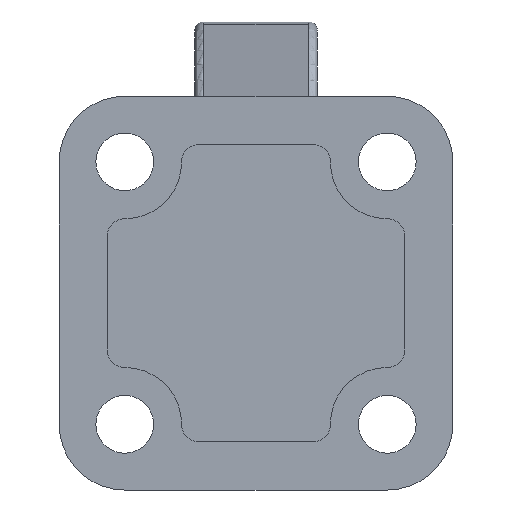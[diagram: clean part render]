
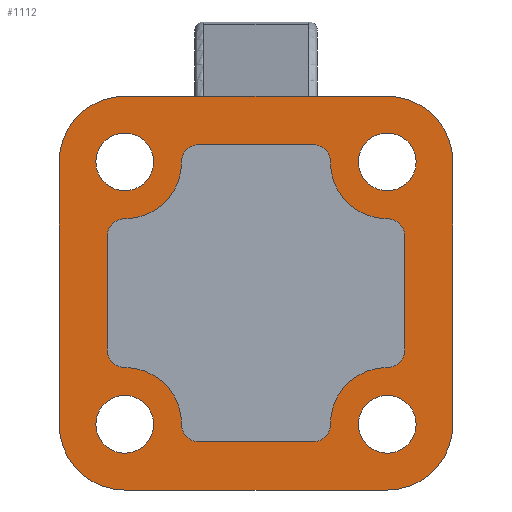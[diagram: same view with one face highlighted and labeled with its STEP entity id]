
A CAD part, front view. The second image highlights one B-rep face of the part: STEP entity #1112.
In plain terms, the highlighted planar face has unit normal (0, -1, 0).
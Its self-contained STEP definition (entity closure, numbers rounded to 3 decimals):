
#35=LINE('',#1767,#115);
#39=LINE('',#1777,#119);
#44=LINE('',#1791,#124);
#48=LINE('',#1803,#128);
#56=LINE('',#1826,#136);
#57=LINE('',#1834,#137);
#58=LINE('',#1842,#138);
#59=LINE('',#1850,#139);
#115=VECTOR('',#1390,1000.);
#119=VECTOR('',#1400,1000.);
#124=VECTOR('',#1413,1000.);
#128=VECTOR('',#1425,1000.);
#136=VECTOR('',#1447,1000.);
#137=VECTOR('',#1454,1000.);
#138=VECTOR('',#1461,1000.);
#139=VECTOR('',#1468,1000.);
#190=PLANE('',#1219);
#292=ORIENTED_EDGE('',*,*,#588,.T.);
#293=ORIENTED_EDGE('',*,*,#589,.T.);
#294=ORIENTED_EDGE('',*,*,#590,.T.);
#295=ORIENTED_EDGE('',*,*,#591,.F.);
#296=ORIENTED_EDGE('',*,*,#592,.T.);
#297=ORIENTED_EDGE('',*,*,#593,.T.);
#298=ORIENTED_EDGE('',*,*,#594,.T.);
#299=ORIENTED_EDGE('',*,*,#595,.F.);
#300=ORIENTED_EDGE('',*,*,#596,.T.);
#301=ORIENTED_EDGE('',*,*,#597,.T.);
#302=ORIENTED_EDGE('',*,*,#598,.T.);
#303=ORIENTED_EDGE('',*,*,#599,.F.);
#304=ORIENTED_EDGE('',*,*,#600,.T.);
#305=ORIENTED_EDGE('',*,*,#601,.T.);
#306=ORIENTED_EDGE('',*,*,#602,.T.);
#307=ORIENTED_EDGE('',*,*,#603,.F.);
#308=ORIENTED_EDGE('',*,*,#528,.T.);
#309=ORIENTED_EDGE('',*,*,#532,.T.);
#310=ORIENTED_EDGE('',*,*,#530,.T.);
#311=ORIENTED_EDGE('',*,*,#534,.T.);
#312=ORIENTED_EDGE('',*,*,#559,.F.);
#313=ORIENTED_EDGE('',*,*,#581,.F.);
#314=ORIENTED_EDGE('',*,*,#577,.F.);
#315=ORIENTED_EDGE('',*,*,#574,.F.);
#316=ORIENTED_EDGE('',*,*,#571,.F.);
#317=ORIENTED_EDGE('',*,*,#568,.F.);
#318=ORIENTED_EDGE('',*,*,#564,.F.);
#319=ORIENTED_EDGE('',*,*,#562,.F.);
#528=EDGE_CURVE('',#686,#686,#794,.T.);
#530=EDGE_CURVE('',#688,#688,#796,.T.);
#532=EDGE_CURVE('',#690,#690,#798,.T.);
#534=EDGE_CURVE('',#692,#692,#800,.T.);
#559=EDGE_CURVE('',#716,#717,#35,.T.);
#562=EDGE_CURVE('',#717,#718,#812,.T.);
#564=EDGE_CURVE('',#718,#719,#39,.T.);
#568=EDGE_CURVE('',#719,#722,#813,.T.);
#571=EDGE_CURVE('',#722,#724,#44,.T.);
#574=EDGE_CURVE('',#724,#726,#815,.T.);
#577=EDGE_CURVE('',#726,#728,#48,.T.);
#581=EDGE_CURVE('',#728,#716,#817,.T.);
#588=EDGE_CURVE('',#734,#735,#820,.T.);
#589=EDGE_CURVE('',#735,#736,#56,.T.);
#590=EDGE_CURVE('',#736,#737,#821,.T.);
#591=EDGE_CURVE('',#738,#737,#822,.T.);
#592=EDGE_CURVE('',#738,#739,#823,.T.);
#593=EDGE_CURVE('',#739,#740,#57,.T.);
#594=EDGE_CURVE('',#740,#741,#824,.T.);
#595=EDGE_CURVE('',#742,#741,#825,.T.);
#596=EDGE_CURVE('',#742,#743,#826,.T.);
#597=EDGE_CURVE('',#743,#744,#58,.T.);
#598=EDGE_CURVE('',#744,#745,#827,.T.);
#599=EDGE_CURVE('',#746,#745,#828,.T.);
#600=EDGE_CURVE('',#746,#747,#829,.T.);
#601=EDGE_CURVE('',#747,#748,#59,.T.);
#602=EDGE_CURVE('',#748,#749,#830,.T.);
#603=EDGE_CURVE('',#734,#749,#831,.T.);
#686=VERTEX_POINT('',#1700);
#688=VERTEX_POINT('',#1705);
#690=VERTEX_POINT('',#1710);
#692=VERTEX_POINT('',#1715);
#716=VERTEX_POINT('',#1768);
#717=VERTEX_POINT('',#1769);
#718=VERTEX_POINT('',#1774);
#719=VERTEX_POINT('',#1778);
#722=VERTEX_POINT('',#1786);
#724=VERTEX_POINT('',#1792);
#726=VERTEX_POINT('',#1798);
#728=VERTEX_POINT('',#1804);
#734=VERTEX_POINT('',#1824);
#735=VERTEX_POINT('',#1825);
#736=VERTEX_POINT('',#1827);
#737=VERTEX_POINT('',#1829);
#738=VERTEX_POINT('',#1831);
#739=VERTEX_POINT('',#1833);
#740=VERTEX_POINT('',#1835);
#741=VERTEX_POINT('',#1837);
#742=VERTEX_POINT('',#1839);
#743=VERTEX_POINT('',#1841);
#744=VERTEX_POINT('',#1843);
#745=VERTEX_POINT('',#1845);
#746=VERTEX_POINT('',#1847);
#747=VERTEX_POINT('',#1849);
#748=VERTEX_POINT('',#1851);
#749=VERTEX_POINT('',#1853);
#794=CIRCLE('',#1178,3.3);
#796=CIRCLE('',#1181,3.3);
#798=CIRCLE('',#1184,3.3);
#800=CIRCLE('',#1187,3.3);
#812=CIRCLE('',#1204,7.5);
#813=CIRCLE('',#1207,7.5);
#815=CIRCLE('',#1211,7.5);
#817=CIRCLE('',#1215,7.5);
#820=CIRCLE('',#1220,2.);
#821=CIRCLE('',#1221,2.);
#822=CIRCLE('',#1222,6.5);
#823=CIRCLE('',#1223,2.);
#824=CIRCLE('',#1224,2.);
#825=CIRCLE('',#1225,6.5);
#826=CIRCLE('',#1226,2.);
#827=CIRCLE('',#1227,2.);
#828=CIRCLE('',#1228,6.5);
#829=CIRCLE('',#1229,2.);
#830=CIRCLE('',#1230,2.);
#831=CIRCLE('',#1231,6.5);
#896=EDGE_LOOP('',(#292,#293,#294,#295,#296,#297,#298,#299,#300,#301,#302,
#303,#304,#305,#306,#307));
#897=EDGE_LOOP('',(#308));
#898=EDGE_LOOP('',(#309));
#899=EDGE_LOOP('',(#310));
#900=EDGE_LOOP('',(#311));
#901=EDGE_LOOP('',(#312,#313,#314,#315,#316,#317,#318,#319));
#990=FACE_BOUND('',#896,.T.);
#991=FACE_BOUND('',#897,.T.);
#992=FACE_BOUND('',#898,.T.);
#993=FACE_BOUND('',#899,.T.);
#994=FACE_BOUND('',#900,.T.);
#995=FACE_BOUND('',#901,.T.);
#1112=ADVANCED_FACE('',(#990,#991,#992,#993,#994,#995),#190,.F.);
#1178=AXIS2_PLACEMENT_3D('',#1699,#1327,#1328);
#1181=AXIS2_PLACEMENT_3D('',#1704,#1333,#1334);
#1184=AXIS2_PLACEMENT_3D('',#1709,#1339,#1340);
#1187=AXIS2_PLACEMENT_3D('',#1714,#1345,#1346);
#1204=AXIS2_PLACEMENT_3D('',#1773,#1395,#1396);
#1207=AXIS2_PLACEMENT_3D('',#1785,#1406,#1407);
#1211=AXIS2_PLACEMENT_3D('',#1797,#1418,#1419);
#1215=AXIS2_PLACEMENT_3D('',#1809,#1431,#1432);
#1219=AXIS2_PLACEMENT_3D('',#1822,#1443,#1444);
#1220=AXIS2_PLACEMENT_3D('',#1823,#1445,#1446);
#1221=AXIS2_PLACEMENT_3D('',#1828,#1448,#1449);
#1222=AXIS2_PLACEMENT_3D('',#1830,#1450,#1451);
#1223=AXIS2_PLACEMENT_3D('',#1832,#1452,#1453);
#1224=AXIS2_PLACEMENT_3D('',#1836,#1455,#1456);
#1225=AXIS2_PLACEMENT_3D('',#1838,#1457,#1458);
#1226=AXIS2_PLACEMENT_3D('',#1840,#1459,#1460);
#1227=AXIS2_PLACEMENT_3D('',#1844,#1462,#1463);
#1228=AXIS2_PLACEMENT_3D('',#1846,#1464,#1465);
#1229=AXIS2_PLACEMENT_3D('',#1848,#1466,#1467);
#1230=AXIS2_PLACEMENT_3D('',#1852,#1469,#1470);
#1231=AXIS2_PLACEMENT_3D('',#1854,#1471,#1472);
#1327=DIRECTION('',(0.,1.,0.));
#1328=DIRECTION('',(1.,0.,0.));
#1333=DIRECTION('',(0.,1.,0.));
#1334=DIRECTION('',(1.,0.,0.));
#1339=DIRECTION('',(0.,1.,0.));
#1340=DIRECTION('',(1.,0.,0.));
#1345=DIRECTION('',(0.,1.,0.));
#1346=DIRECTION('',(1.,0.,0.));
#1390=DIRECTION('',(0.,0.,1.));
#1395=DIRECTION('',(0.,1.,0.));
#1396=DIRECTION('',(1.,0.,0.));
#1400=DIRECTION('',(1.,0.,0.));
#1406=DIRECTION('',(0.,1.,0.));
#1407=DIRECTION('',(1.,0.,0.));
#1413=DIRECTION('',(0.,0.,-1.));
#1418=DIRECTION('',(0.,1.,0.));
#1419=DIRECTION('',(1.,0.,0.));
#1425=DIRECTION('',(-1.,0.,0.));
#1431=DIRECTION('',(0.,1.,0.));
#1432=DIRECTION('',(1.,0.,0.));
#1443=DIRECTION('',(0.,1.,0.));
#1444=DIRECTION('',(0.,0.,1.));
#1445=DIRECTION('',(0.,1.,0.));
#1446=DIRECTION('',(1.,0.,0.));
#1447=DIRECTION('',(0.,0.,1.));
#1448=DIRECTION('',(0.,1.,0.));
#1449=DIRECTION('',(1.,0.,0.));
#1450=DIRECTION('',(0.,1.,0.));
#1451=DIRECTION('',(1.,0.,0.));
#1452=DIRECTION('',(0.,1.,0.));
#1453=DIRECTION('',(1.,0.,0.));
#1454=DIRECTION('',(1.,0.,0.));
#1455=DIRECTION('',(0.,1.,0.));
#1456=DIRECTION('',(1.,0.,0.));
#1457=DIRECTION('',(0.,1.,0.));
#1458=DIRECTION('',(1.,0.,0.));
#1459=DIRECTION('',(0.,1.,0.));
#1460=DIRECTION('',(1.,0.,0.));
#1461=DIRECTION('',(0.,0.,-1.));
#1462=DIRECTION('',(0.,1.,0.));
#1463=DIRECTION('',(1.,0.,0.));
#1464=DIRECTION('',(0.,1.,0.));
#1465=DIRECTION('',(1.,0.,0.));
#1466=DIRECTION('',(0.,1.,0.));
#1467=DIRECTION('',(1.,0.,0.));
#1468=DIRECTION('',(-1.,0.,0.));
#1469=DIRECTION('',(0.,1.,0.));
#1470=DIRECTION('',(1.,0.,0.));
#1471=DIRECTION('',(0.,1.,0.));
#1472=DIRECTION('',(1.,0.,0.));
#1699=CARTESIAN_POINT('',(-15.,0.,15.));
#1700=CARTESIAN_POINT('',(-11.7,0.,15.));
#1704=CARTESIAN_POINT('',(15.,0.,15.));
#1705=CARTESIAN_POINT('',(18.3,0.,15.));
#1709=CARTESIAN_POINT('',(-15.,0.,-15.));
#1710=CARTESIAN_POINT('',(-11.7,0.,-15.));
#1714=CARTESIAN_POINT('',(15.,0.,-15.));
#1715=CARTESIAN_POINT('',(18.3,0.,-15.));
#1767=CARTESIAN_POINT('',(-22.5,0.,-15.));
#1768=CARTESIAN_POINT('',(-22.5,0.,-15.));
#1769=CARTESIAN_POINT('',(-22.5,0.,15.));
#1773=CARTESIAN_POINT('',(-15.,0.,15.));
#1774=CARTESIAN_POINT('',(-15.,0.,22.5));
#1777=CARTESIAN_POINT('',(-15.,0.,22.5));
#1778=CARTESIAN_POINT('',(15.,0.,22.5));
#1785=CARTESIAN_POINT('',(15.,0.,15.));
#1786=CARTESIAN_POINT('',(22.5,0.,15.));
#1791=CARTESIAN_POINT('',(22.5,0.,15.));
#1792=CARTESIAN_POINT('',(22.5,0.,-15.));
#1797=CARTESIAN_POINT('',(15.,0.,-15.));
#1798=CARTESIAN_POINT('',(15.,0.,-22.5));
#1803=CARTESIAN_POINT('',(15.,0.,-22.5));
#1804=CARTESIAN_POINT('',(-15.,0.,-22.5));
#1809=CARTESIAN_POINT('',(-15.,0.,-15.));
#1822=CARTESIAN_POINT('',(-15.,0.,15.));
#1823=CARTESIAN_POINT('',(-15.,0.,-6.5));
#1824=CARTESIAN_POINT('',(-15.,0.,-8.5));
#1825=CARTESIAN_POINT('',(-17.,0.,-6.5));
#1826=CARTESIAN_POINT('',(-17.,0.,-6.5));
#1827=CARTESIAN_POINT('',(-17.,0.,6.5));
#1828=CARTESIAN_POINT('',(-15.,0.,6.5));
#1829=CARTESIAN_POINT('',(-15.,0.,8.5));
#1830=CARTESIAN_POINT('',(-15.,0.,15.));
#1831=CARTESIAN_POINT('',(-8.5,0.,15.));
#1832=CARTESIAN_POINT('',(-6.5,0.,15.));
#1833=CARTESIAN_POINT('',(-6.5,0.,17.));
#1834=CARTESIAN_POINT('',(-6.5,0.,17.));
#1835=CARTESIAN_POINT('',(6.5,0.,17.));
#1836=CARTESIAN_POINT('',(6.5,0.,15.));
#1837=CARTESIAN_POINT('',(8.5,0.,15.));
#1838=CARTESIAN_POINT('',(15.,0.,15.));
#1839=CARTESIAN_POINT('',(15.,0.,8.5));
#1840=CARTESIAN_POINT('',(15.,0.,6.5));
#1841=CARTESIAN_POINT('',(17.,0.,6.5));
#1842=CARTESIAN_POINT('',(17.,0.,6.5));
#1843=CARTESIAN_POINT('',(17.,0.,-6.5));
#1844=CARTESIAN_POINT('',(15.,0.,-6.5));
#1845=CARTESIAN_POINT('',(15.,0.,-8.5));
#1846=CARTESIAN_POINT('',(15.,0.,-15.));
#1847=CARTESIAN_POINT('',(8.5,0.,-15.));
#1848=CARTESIAN_POINT('',(6.5,0.,-15.));
#1849=CARTESIAN_POINT('',(6.5,0.,-17.));
#1850=CARTESIAN_POINT('',(6.5,0.,-17.));
#1851=CARTESIAN_POINT('',(-6.5,0.,-17.));
#1852=CARTESIAN_POINT('',(-6.5,0.,-15.));
#1853=CARTESIAN_POINT('',(-8.5,0.,-15.));
#1854=CARTESIAN_POINT('',(-15.,0.,-15.));
